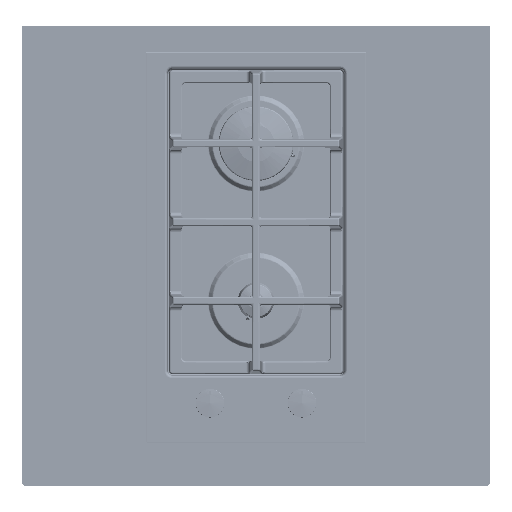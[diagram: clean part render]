
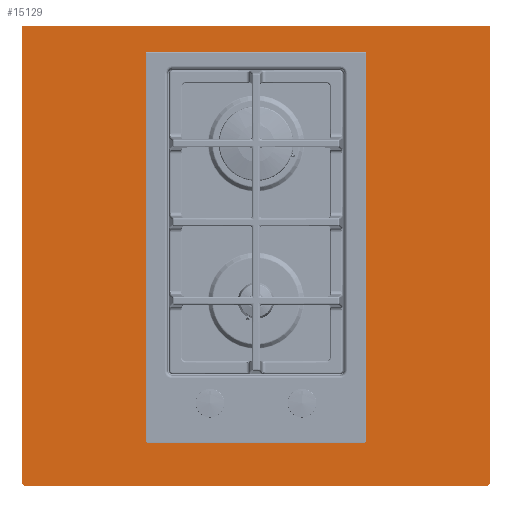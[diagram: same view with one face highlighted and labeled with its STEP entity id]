
A CAD part, top view. The second image highlights one B-rep face of the part: STEP entity #15129.
In plain terms, the highlighted planar face has unit normal (0, 0, 1).
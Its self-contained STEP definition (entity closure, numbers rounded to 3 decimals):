
#15129 = ADVANCED_FACE( '', ( #30280, #30281 ), #30282, .T. );
#30280 = FACE_BOUND( '', #109250, .T. );
#30281 = FACE_OUTER_BOUND( '', #109251, .T. );
#30282 = PLANE( '', #109252 );
#109250 = EDGE_LOOP( '', ( #156929, #156930, #156931, #156932 ) );
#109251 = EDGE_LOOP( '', ( #156933, #156934, #156935, #156936, #156937, #156938 ) );
#109252 = AXIS2_PLACEMENT_3D( '', #156939, #156940, #156941 );
#156929 = ORIENTED_EDGE( '', *, *, #178152, .F. );
#156930 = ORIENTED_EDGE( '', *, *, #170078, .F. );
#156931 = ORIENTED_EDGE( '', *, *, #176433, .F. );
#156932 = ORIENTED_EDGE( '', *, *, #173491, .F. );
#156933 = ORIENTED_EDGE( '', *, *, #163908, .T. );
#156934 = ORIENTED_EDGE( '', *, *, #179413, .T. );
#156935 = ORIENTED_EDGE( '', *, *, #166855, .T. );
#156936 = ORIENTED_EDGE( '', *, *, #173056, .T. );
#156937 = ORIENTED_EDGE( '', *, *, #165714, .T. );
#156938 = ORIENTED_EDGE( '', *, *, #168851, .T. );
#156939 = CARTESIAN_POINT( '', ( -295., -305., 40. ) );
#156940 = DIRECTION( '', ( 0., 0., 1. ) );
#156941 = DIRECTION( '', ( 1., 0., 0. ) );
#163908 = EDGE_CURVE( '', #188055, #188053, #188056, .T. );
#165714 = EDGE_CURVE( '', #191091, #191089, #191092, .T. );
#166855 = EDGE_CURVE( '', #192945, #192946, #192947, .T. );
#168851 = EDGE_CURVE( '', #191089, #188055, #196151, .T. );
#170078 = EDGE_CURVE( '', #198101, #198103, #198104, .T. );
#173056 = EDGE_CURVE( '', #192946, #191091, #202847, .T. );
#173491 = EDGE_CURVE( '', #203539, #203541, #203542, .T. );
#176433 = EDGE_CURVE( '', #203541, #198101, #208287, .T. );
#178152 = EDGE_CURVE( '', #198103, #203539, #210952, .T. );
#179413 = EDGE_CURVE( '', #188053, #192945, #212912, .T. );
#188053 = VERTEX_POINT( '', #234728 );
#188055 = VERTEX_POINT( '', #234731 );
#188056 = LINE( '', #234732, #234733 );
#191089 = VERTEX_POINT( '', #243067 );
#191091 = VERTEX_POINT( '', #243070 );
#191092 = LINE( '', #243071, #243072 );
#192945 = VERTEX_POINT( '', #247996 );
#192946 = VERTEX_POINT( '', #247997 );
#192947 = LINE( '', #247998, #247999 );
#196151 = CIRCLE( '', #257288, 5. );
#198101 = VERTEX_POINT( '', #262784 );
#198103 = VERTEX_POINT( '', #262787 );
#198104 = LINE( '', #262788, #262789 );
#202847 = LINE( '', #275315, #275316 );
#203539 = VERTEX_POINT( '', #277518 );
#203541 = VERTEX_POINT( '', #277521 );
#203542 = LINE( '', #277522, #277523 );
#208287 = LINE( '', #290318, #290319 );
#210952 = LINE( '', #296580, #296581 );
#212912 = CIRCLE( '', #301224, 5. );
#234728 = CARTESIAN_POINT( '', ( 305., 300., 40. ) );
#234731 = CARTESIAN_POINT( '', ( 305., -300., 40. ) );
#234732 = CARTESIAN_POINT( '', ( 305., -305., 40. ) );
#234733 = VECTOR( '', #309017, 1000. );
#243067 = CARTESIAN_POINT( '', ( 300., -305., 40. ) );
#243070 = CARTESIAN_POINT( '', ( -295., -305., 40. ) );
#243071 = CARTESIAN_POINT( '', ( -295., -305., 40. ) );
#243072 = VECTOR( '', #311003, 1000. );
#247996 = CARTESIAN_POINT( '', ( 300., 305., 40. ) );
#247997 = CARTESIAN_POINT( '', ( -295., 305., 40. ) );
#247998 = CARTESIAN_POINT( '', ( 305., 305., 40. ) );
#247999 = VECTOR( '', #312086, 1000. );
#257288 = AXIS2_PLACEMENT_3D( '', #314057, #314058, #314059 );
#262784 = CARTESIAN_POINT( '', ( 235., 135., 40. ) );
#262787 = CARTESIAN_POINT( '', ( -245., 135., 40. ) );
#262788 = CARTESIAN_POINT( '', ( 235., 135., 40. ) );
#262789 = VECTOR( '', #315305, 1000. );
#275315 = CARTESIAN_POINT( '', ( -295., 305., 40. ) );
#275316 = VECTOR( '', #318256, 1000. );
#277518 = CARTESIAN_POINT( '', ( -245., -135., 40. ) );
#277521 = CARTESIAN_POINT( '', ( 235., -135., 40. ) );
#277522 = CARTESIAN_POINT( '', ( -245., -135., 40. ) );
#277523 = VECTOR( '', #318645, 1000. );
#290318 = CARTESIAN_POINT( '', ( 235., -135., 40. ) );
#290319 = VECTOR( '', #321164, 1000. );
#296580 = CARTESIAN_POINT( '', ( -245., 135., 40. ) );
#296581 = VECTOR( '', #322656, 1000. );
#301224 = AXIS2_PLACEMENT_3D( '', #323466, #323467, #323468 );
#309017 = DIRECTION( '', ( 0., 1., 0. ) );
#311003 = DIRECTION( '', ( 1., 0., 0. ) );
#312086 = DIRECTION( '', ( -1., 0., 0. ) );
#314057 = CARTESIAN_POINT( '', ( 300., -300., 40. ) );
#314058 = DIRECTION( '', ( 0., 0., 1. ) );
#314059 = DIRECTION( '', ( 1., 0., 0. ) );
#315305 = DIRECTION( '', ( -1., 0., 0. ) );
#318256 = DIRECTION( '', ( 0., -1., 0. ) );
#318645 = DIRECTION( '', ( 1., 0., 0. ) );
#321164 = DIRECTION( '', ( 0., 1., 0. ) );
#322656 = DIRECTION( '', ( 0., -1., 0. ) );
#323466 = CARTESIAN_POINT( '', ( 300., 300., 40. ) );
#323467 = DIRECTION( '', ( 0., 0., 1. ) );
#323468 = DIRECTION( '', ( 1., 0., 0. ) );
